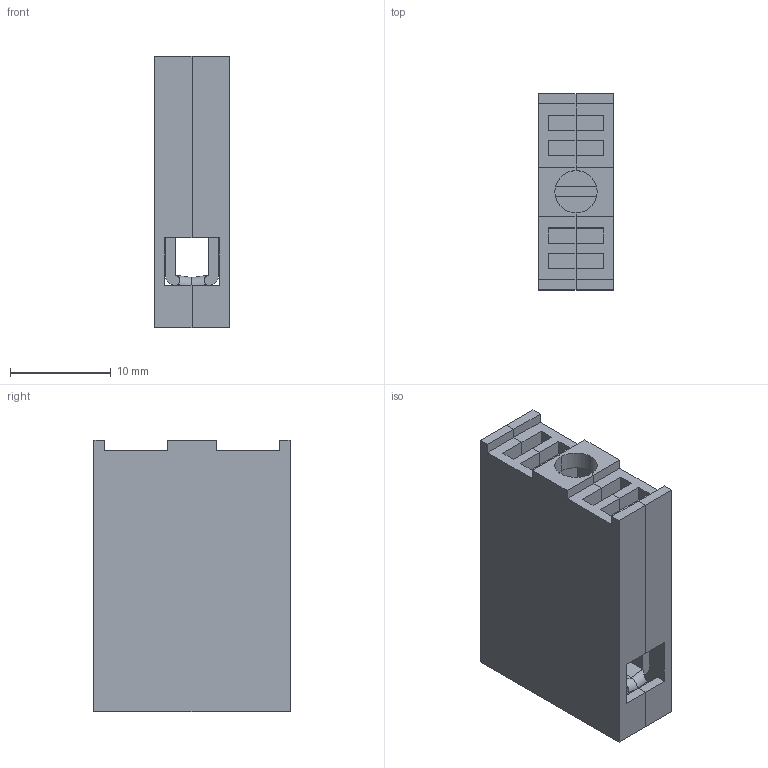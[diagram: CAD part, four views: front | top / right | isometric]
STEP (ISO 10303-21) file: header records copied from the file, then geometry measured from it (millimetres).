
FILE_DESCRIPTION(('CATIA V5R24 STEP','CAx-IF Rec.Pracs.--- Model Styling and Organization---1.2---2011-12-15'),'2;1');
FILE_NAME ('D1445868_0', '2017-01-18T08:44:33+00:00', ('Weidmueller Interface'), ('Weidmueller'), 'CATIA Version 5-6 Release 2014 SP4 HF52', 'CATIA V5 STEP AP214', 'none');
FILE_SCHEMA(('AUTOMOTIVE_DESIGN { 1 0 10303 214 1 1 1 1 }'));
Length unit declared in the file: millimetre
Products named in the file (1): v5-standard_part
Bounding box: 7.4 x 19.5 x 27 mm (x, y, z)
Volume: 2181 mm3; surface area: 4237.7 mm2
Topology: 4 solids, 4 shells, 163 faces, 471 edges, 312 vertices
Faces by surface type: plane 140, cylinder 23
Entity records: 5048 total; most frequent: ORIENTED_EDGE 942, CARTESIAN_POINT 929, DIRECTION 684, EDGE_CURVE 471, VECTOR 422, LINE 422, VERTEX_POINT 312, EDGE_LOOP 169
